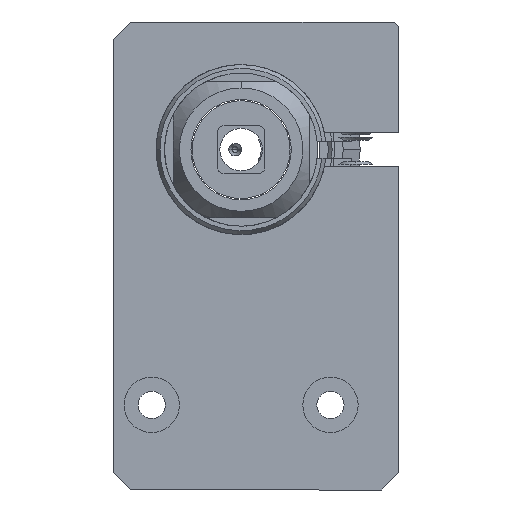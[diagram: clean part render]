
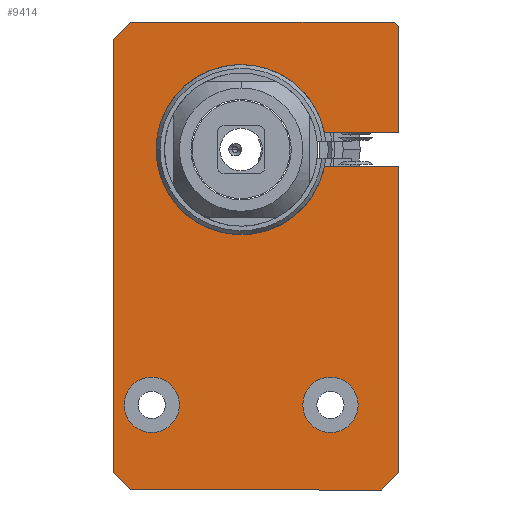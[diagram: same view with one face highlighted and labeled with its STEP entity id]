
A CAD part, front view. The second image highlights one B-rep face of the part: STEP entity #9414.
In plain terms, the highlighted planar face has unit normal (0, -1, 0).
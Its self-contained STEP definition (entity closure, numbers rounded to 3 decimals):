
#28 = CIRCLE ( 'NONE', #9621, 3.25 ) ;
#38 = CIRCLE ( 'NONE', #9574, 3.25 ) ;
#86 = CIRCLE ( 'NONE', #9561, 10. ) ;
#153 = VECTOR ( 'NONE', #3638, 1000. ) ;
#172 = CARTESIAN_POINT ( 'NONE',  ( -15., 53., 13. ) ) ;
#458 = CIRCLE ( 'NONE', #9521, 3.25 ) ;
#707 = LINE ( 'NONE', #4322, #897 ) ;
#737 = VECTOR ( 'NONE', #5058, 1000. ) ;
#848 = CARTESIAN_POINT ( 'NONE',  ( 18.5, 53., -40. ) ) ;
#897 = VECTOR ( 'NONE', #7289, 1000. ) ;
#949 = LINE ( 'NONE', #9677, #737 ) ;
#1053 = CIRCLE ( 'NONE', #9457, 3.25 ) ;
#1268 = DIRECTION ( 'NONE',  ( 0., -1., 0. ) ) ;
#1596 = CARTESIAN_POINT ( 'NONE',  ( 18.5, 53., -2. ) ) ;
#1662 = EDGE_CURVE ( 'NONE', #2851, #8820, #28, .T. ) ;
#1675 = EDGE_CURVE ( 'NONE', #3529, #9628, #38, .T. ) ;
#1692 = EDGE_CURVE ( 'NONE', #4963, #5021, #86, .T. ) ;
#1696 = EDGE_CURVE ( 'NONE', #5021, #6064, #3340, .T. ) ;
#1724 = EDGE_CURVE ( 'NONE', #9628, #3529, #458, .T. ) ;
#1730 = EDGE_CURVE ( 'NONE', #4609, #1820, #949, .T. ) ;
#1777 = EDGE_CURVE ( 'NONE', #8820, #2851, #1053, .T. ) ;
#1820 = VERTEX_POINT ( 'NONE', #172 ) ;
#1903 = EDGE_CURVE ( 'NONE', #9516, #4963, #707, .T. ) ;
#2025 = EDGE_LOOP ( 'NONE', ( #6269, #5549 ) ) ;
#2056 = DIRECTION ( 'NONE',  ( -1., 0., 0. ) ) ;
#2216 = VERTEX_POINT ( 'NONE', #7157 ) ;
#2304 = LINE ( 'NONE', #7243, #9463 ) ;
#2439 = DIRECTION ( 'NONE',  ( 0., 0., -1. ) ) ;
#2550 = CARTESIAN_POINT ( 'NONE',  ( 18.5, 53., 2. ) ) ;
#2605 = DIRECTION ( 'NONE',  ( 0., -1., 0. ) ) ;
#2637 = VERTEX_POINT ( 'NONE', #9390 ) ;
#2719 = LINE ( 'NONE', #848, #2756 ) ;
#2756 = VECTOR ( 'NONE', #2056, 1000. ) ;
#2851 = VERTEX_POINT ( 'NONE', #7084 ) ;
#2984 = DIRECTION ( 'NONE',  ( 0., 0., 1. ) ) ;
#3020 = CARTESIAN_POINT ( 'NONE',  ( -15., 53., -40. ) ) ;
#3278 = VERTEX_POINT ( 'NONE', #4158 ) ;
#3340 = LINE ( 'NONE', #1596, #153 ) ;
#3385 = CARTESIAN_POINT ( 'NONE',  ( 18.5, 53., 2. ) ) ;
#3406 = DIRECTION ( 'NONE',  ( 1., 0., 0. ) ) ;
#3421 = CARTESIAN_POINT ( 'NONE',  ( 18.5, 53., 15. ) ) ;
#3529 = VERTEX_POINT ( 'NONE', #7614 ) ;
#3638 = DIRECTION ( 'NONE',  ( 1., 0., 0. ) ) ;
#3660 = DIRECTION ( 'NONE',  ( 1., 0., 0. ) ) ;
#3746 = CARTESIAN_POINT ( 'NONE',  ( 16.5, 53., -40. ) ) ;
#3762 = DIRECTION ( 'NONE',  ( 1., 0., 0. ) ) ;
#3839 = CARTESIAN_POINT ( 'NONE',  ( -13., 53., 15. ) ) ;
#3964 = CARTESIAN_POINT ( 'NONE',  ( 18.5, 53., 14.5 ) ) ;
#4158 = CARTESIAN_POINT ( 'NONE',  ( -13., 53., -40. ) ) ;
#4320 = VERTEX_POINT ( 'NONE', #3964 ) ;
#4322 = CARTESIAN_POINT ( 'NONE',  ( 18.5, 53., 2. ) ) ;
#4473 = DIRECTION ( 'NONE',  ( 0.707, 0., -0.707 ) ) ;
#4485 = CARTESIAN_POINT ( 'NONE',  ( -10.5, 53., -30. ) ) ;
#4609 = VERTEX_POINT ( 'NONE', #3839 ) ;
#4639 = VECTOR ( 'NONE', #5015, 1000. ) ;
#4733 = VECTOR ( 'NONE', #4473, 1000. ) ;
#4846 = CARTESIAN_POINT ( 'NONE',  ( -15., 53., -38. ) ) ;
#4961 = CARTESIAN_POINT ( 'NONE',  ( 18.5, 53., -40. ) ) ;
#4963 = VERTEX_POINT ( 'NONE', #5023 ) ;
#4977 = DIRECTION ( 'NONE',  ( -1., 0., 0. ) ) ;
#5015 = DIRECTION ( 'NONE',  ( 0., 0., -1. ) ) ;
#5021 = VERTEX_POINT ( 'NONE', #9098 ) ;
#5023 = CARTESIAN_POINT ( 'NONE',  ( 9.798, 53., 2. ) ) ;
#5058 = DIRECTION ( 'NONE',  ( -0.707, 0., -0.707 ) ) ;
#5236 = ORIENTED_EDGE ( 'NONE', *, *, #1692, .F. ) ;
#5312 = ORIENTED_EDGE ( 'NONE', *, *, #1903, .F. ) ;
#5372 = AXIS2_PLACEMENT_3D ( 'NONE', #8933, #8919, #8894 ) ;
#5407 = EDGE_CURVE ( 'NONE', #9064, #3278, #2719, .T. ) ;
#5491 = ORIENTED_EDGE ( 'NONE', *, *, #9069, .F. ) ;
#5495 = FACE_BOUND ( 'NONE', #9831, .T. ) ;
#5503 = ORIENTED_EDGE ( 'NONE', *, *, #1730, .T. ) ;
#5549 = ORIENTED_EDGE ( 'NONE', *, *, #1662, .F. ) ;
#5579 = FACE_OUTER_BOUND ( 'NONE', #9027, .T. ) ;
#5587 = FACE_BOUND ( 'NONE', #2025, .T. ) ;
#5630 = ORIENTED_EDGE ( 'NONE', *, *, #7868, .T. ) ;
#5654 = ORIENTED_EDGE ( 'NONE', *, *, #8658, .F. ) ;
#5660 = ORIENTED_EDGE ( 'NONE', *, *, #9558, .T. ) ;
#5673 = ORIENTED_EDGE ( 'NONE', *, *, #5407, .F. ) ;
#5720 = ORIENTED_EDGE ( 'NONE', *, *, #7810, .F. ) ;
#5783 = ORIENTED_EDGE ( 'NONE', *, *, #1696, .F. ) ;
#6064 = VERTEX_POINT ( 'NONE', #10225 ) ;
#6174 = CARTESIAN_POINT ( 'NONE',  ( -7.25, 53., -30. ) ) ;
#6230 = ORIENTED_EDGE ( 'NONE', *, *, #9719, .T. ) ;
#6241 = ORIENTED_EDGE ( 'NONE', *, *, #9165, .F. ) ;
#6269 = ORIENTED_EDGE ( 'NONE', *, *, #1777, .F. ) ;
#6685 = DIRECTION ( 'NONE',  ( 0., -1., 0. ) ) ;
#6725 = VECTOR ( 'NONE', #3762, 1000. ) ;
#6980 = VERTEX_POINT ( 'NONE', #9373 ) ;
#6997 = VECTOR ( 'NONE', #2439, 1000. ) ;
#7021 = CARTESIAN_POINT ( 'NONE',  ( 10.5, 53., -30. ) ) ;
#7084 = CARTESIAN_POINT ( 'NONE',  ( -13.75, 53., -30. ) ) ;
#7138 = LINE ( 'NONE', #3020, #7161 ) ;
#7157 = CARTESIAN_POINT ( 'NONE',  ( 18.5, 53., -38. ) ) ;
#7161 = VECTOR ( 'NONE', #2984, 1000. ) ;
#7222 = DIRECTION ( 'NONE',  ( -0.707, 0., 0.707 ) ) ;
#7243 = CARTESIAN_POINT ( 'NONE',  ( 18.5, 53., 14.5 ) ) ;
#7289 = DIRECTION ( 'NONE',  ( -1., 0., 0. ) ) ;
#7293 = CARTESIAN_POINT ( 'NONE',  ( 13.75, 53., -30. ) ) ;
#7378 = LINE ( 'NONE', #3421, #6725 ) ;
#7594 = DIRECTION ( 'NONE',  ( 1., 0., 0. ) ) ;
#7614 = CARTESIAN_POINT ( 'NONE',  ( 7.25, 53., -30. ) ) ;
#7810 = EDGE_CURVE ( 'NONE', #6064, #2216, #7937, .T. ) ;
#7868 = EDGE_CURVE ( 'NONE', #6980, #3278, #9820, .T. ) ;
#7937 = LINE ( 'NONE', #4961, #4639 ) ;
#7987 = VECTOR ( 'NONE', #10110, 1000. ) ;
#8017 = LINE ( 'NONE', #9119, #7987 ) ;
#8188 = ORIENTED_EDGE ( 'NONE', *, *, #1724, .F. ) ;
#8233 = ORIENTED_EDGE ( 'NONE', *, *, #1675, .F. ) ;
#8261 = DIRECTION ( 'NONE',  ( 0., -1., 0. ) ) ;
#8477 = PLANE ( 'NONE',  #5372 ) ;
#8596 = LINE ( 'NONE', #2550, #6997 ) ;
#8658 = EDGE_CURVE ( 'NONE', #6980, #1820, #7138, .T. ) ;
#8786 = CARTESIAN_POINT ( 'NONE',  ( -10.5, 53., -30. ) ) ;
#8820 = VERTEX_POINT ( 'NONE', #6174 ) ;
#8894 = DIRECTION ( 'NONE',  ( -1., 0., 0. ) ) ;
#8919 = DIRECTION ( 'NONE',  ( 0., 1., 0. ) ) ;
#8933 = CARTESIAN_POINT ( 'NONE',  ( 0., 53., 0. ) ) ;
#9023 = DIRECTION ( 'NONE',  ( 0., -1., 0. ) ) ;
#9027 = EDGE_LOOP ( 'NONE', ( #6241, #6230, #5491, #5503, #5654, #5630, #5673, #5660, #5720, #5783, #5236, #5312 ) ) ;
#9064 = VERTEX_POINT ( 'NONE', #3746 ) ;
#9069 = EDGE_CURVE ( 'NONE', #4609, #2637, #7378, .T. ) ;
#9098 = CARTESIAN_POINT ( 'NONE',  ( 9.798, 53., -2. ) ) ;
#9119 = CARTESIAN_POINT ( 'NONE',  ( 16.5, 53., -40. ) ) ;
#9165 = EDGE_CURVE ( 'NONE', #4320, #9516, #8596, .T. ) ;
#9373 = CARTESIAN_POINT ( 'NONE',  ( -15., 53., -38. ) ) ;
#9390 = CARTESIAN_POINT ( 'NONE',  ( 18., 53., 15. ) ) ;
#9414 = ADVANCED_FACE ( 'NONE', ( #5587, #5495, #5579 ), #8477, .F. ) ;
#9457 = AXIS2_PLACEMENT_3D ( 'NONE', #8786, #9023, #7594 ) ;
#9463 = VECTOR ( 'NONE', #7222, 1000. ) ;
#9516 = VERTEX_POINT ( 'NONE', #3385 ) ;
#9521 = AXIS2_PLACEMENT_3D ( 'NONE', #9892, #8261, #9914 ) ;
#9558 = EDGE_CURVE ( 'NONE', #9064, #2216, #8017, .T. ) ;
#9561 = AXIS2_PLACEMENT_3D ( 'NONE', #9742, #6685, #4977 ) ;
#9574 = AXIS2_PLACEMENT_3D ( 'NONE', #7021, #2605, #3660 ) ;
#9621 = AXIS2_PLACEMENT_3D ( 'NONE', #4485, #1268, #3406 ) ;
#9628 = VERTEX_POINT ( 'NONE', #7293 ) ;
#9677 = CARTESIAN_POINT ( 'NONE',  ( -13., 53., 15. ) ) ;
#9719 = EDGE_CURVE ( 'NONE', #4320, #2637, #2304, .T. ) ;
#9742 = CARTESIAN_POINT ( 'NONE',  ( 0., 53., 0. ) ) ;
#9820 = LINE ( 'NONE', #4846, #4733 ) ;
#9831 = EDGE_LOOP ( 'NONE', ( #8188, #8233 ) ) ;
#9892 = CARTESIAN_POINT ( 'NONE',  ( 10.5, 53., -30. ) ) ;
#9914 = DIRECTION ( 'NONE',  ( 1., 0., 0. ) ) ;
#10110 = DIRECTION ( 'NONE',  ( 0.707, 0., 0.707 ) ) ;
#10225 = CARTESIAN_POINT ( 'NONE',  ( 18.5, 53., -2. ) ) ;
